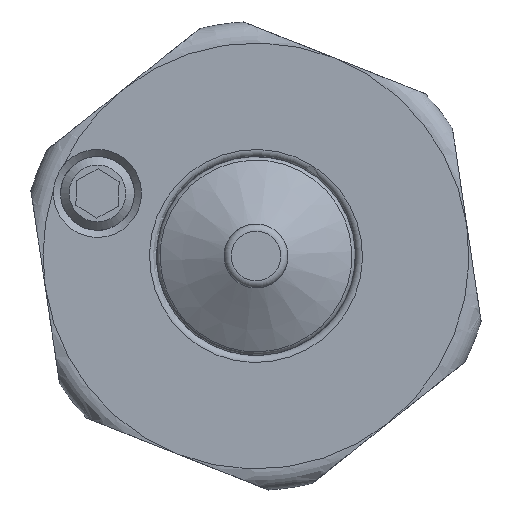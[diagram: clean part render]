
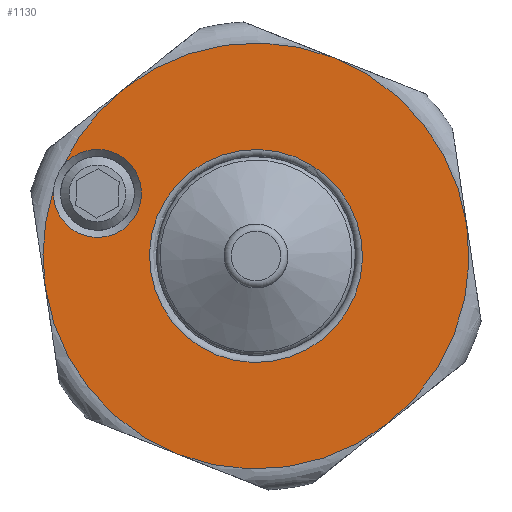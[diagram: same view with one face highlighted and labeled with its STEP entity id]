
A CAD part, front view. The second image highlights one B-rep face of the part: STEP entity #1130.
In plain terms, the highlighted planar face has unit normal (0, -1, 0).
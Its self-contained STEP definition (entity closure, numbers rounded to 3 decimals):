
#129=PLANE('',#1269);
#196=FACE_BOUND('',#370,.T.);
#252=FACE_OUTER_BOUND('',#369,.T.);
#369=EDGE_LOOP('',(#843,#844,#845,#846,#847,#848,#849,#850));
#370=EDGE_LOOP('',(#851));
#461=CIRCLE('',#1270,3.1);
#462=CIRCLE('',#1271,15.);
#463=CIRCLE('',#1272,15.);
#464=CIRCLE('',#1273,15.);
#465=CIRCLE('',#1274,15.);
#466=CIRCLE('',#1275,15.);
#467=CIRCLE('',#1276,15.);
#468=CIRCLE('',#1277,15.);
#469=CIRCLE('',#1278,7.5);
#547=VERTEX_POINT('',#1916);
#548=VERTEX_POINT('',#1917);
#549=VERTEX_POINT('',#1919);
#550=VERTEX_POINT('',#1921);
#551=VERTEX_POINT('',#1923);
#552=VERTEX_POINT('',#1925);
#553=VERTEX_POINT('',#1927);
#554=VERTEX_POINT('',#1929);
#555=VERTEX_POINT('',#1932);
#653=EDGE_CURVE('',#547,#548,#461,.T.);
#654=EDGE_CURVE('',#549,#547,#462,.T.);
#655=EDGE_CURVE('',#550,#549,#463,.T.);
#656=EDGE_CURVE('',#551,#550,#464,.T.);
#657=EDGE_CURVE('',#552,#551,#465,.T.);
#658=EDGE_CURVE('',#553,#552,#466,.T.);
#659=EDGE_CURVE('',#554,#553,#467,.T.);
#660=EDGE_CURVE('',#548,#554,#468,.T.);
#661=EDGE_CURVE('',#555,#555,#469,.T.);
#843=ORIENTED_EDGE('',*,*,#653,.F.);
#844=ORIENTED_EDGE('',*,*,#654,.F.);
#845=ORIENTED_EDGE('',*,*,#655,.F.);
#846=ORIENTED_EDGE('',*,*,#656,.F.);
#847=ORIENTED_EDGE('',*,*,#657,.F.);
#848=ORIENTED_EDGE('',*,*,#658,.F.);
#849=ORIENTED_EDGE('',*,*,#659,.F.);
#850=ORIENTED_EDGE('',*,*,#660,.F.);
#851=ORIENTED_EDGE('',*,*,#661,.T.);
#1130=ADVANCED_FACE('',(#252,#196),#129,.T.);
#1269=AXIS2_PLACEMENT_3D('',#1915,#1538,#1539);
#1270=AXIS2_PLACEMENT_3D('',#1918,#1540,#1541);
#1271=AXIS2_PLACEMENT_3D('',#1920,#1542,#1543);
#1272=AXIS2_PLACEMENT_3D('',#1922,#1544,#1545);
#1273=AXIS2_PLACEMENT_3D('',#1924,#1546,#1547);
#1274=AXIS2_PLACEMENT_3D('',#1926,#1548,#1549);
#1275=AXIS2_PLACEMENT_3D('',#1928,#1550,#1551);
#1276=AXIS2_PLACEMENT_3D('',#1930,#1552,#1553);
#1277=AXIS2_PLACEMENT_3D('',#1931,#1554,#1555);
#1278=AXIS2_PLACEMENT_3D('',#1933,#1556,#1557);
#1538=DIRECTION('center_axis',(0.,-1.,0.));
#1539=DIRECTION('ref_axis',(-0.93,0.,0.367));
#1540=DIRECTION('center_axis',(0.,-1.,0.));
#1541=DIRECTION('ref_axis',(0.367,0.,0.93));
#1542=DIRECTION('center_axis',(0.,1.,0.));
#1543=DIRECTION('ref_axis',(0.367,0.,0.93));
#1544=DIRECTION('center_axis',(0.,1.,0.));
#1545=DIRECTION('ref_axis',(0.367,0.,0.93));
#1546=DIRECTION('center_axis',(0.,1.,0.));
#1547=DIRECTION('ref_axis',(0.367,0.,0.93));
#1548=DIRECTION('center_axis',(0.,1.,0.));
#1549=DIRECTION('ref_axis',(0.367,0.,0.93));
#1550=DIRECTION('center_axis',(0.,1.,0.));
#1551=DIRECTION('ref_axis',(0.367,0.,0.93));
#1552=DIRECTION('center_axis',(0.,1.,0.));
#1553=DIRECTION('ref_axis',(0.367,0.,0.93));
#1554=DIRECTION('center_axis',(0.,1.,0.));
#1555=DIRECTION('ref_axis',(0.367,0.,0.93));
#1556=DIRECTION('center_axis',(0.,1.,0.));
#1557=DIRECTION('ref_axis',(0.367,0.,0.93));
#1915=CARTESIAN_POINT('Origin',(4.132,-7.698,10.464));
#1916=CARTESIAN_POINT('',(-14.249,-7.698,4.688));
#1917=CARTESIAN_POINT('',(-13.608,-7.698,6.311));
#1918=CARTESIAN_POINT('Origin',(-11.161,-7.698,4.407));
#1919=CARTESIAN_POINT('',(-14.837,-7.698,-2.205));
#1920=CARTESIAN_POINT('Origin',(0.,-7.698,
0.));
#1921=CARTESIAN_POINT('',(-5.509,-7.698,-13.952));
#1922=CARTESIAN_POINT('Origin',(0.,-7.698,
0.));
#1923=CARTESIAN_POINT('',(9.328,-7.698,-11.747));
#1924=CARTESIAN_POINT('Origin',(0.,-7.698,
0.));
#1925=CARTESIAN_POINT('',(14.837,-7.698,2.205));
#1926=CARTESIAN_POINT('Origin',(0.,-7.698,
0.));
#1927=CARTESIAN_POINT('',(5.509,-7.698,13.952));
#1928=CARTESIAN_POINT('Origin',(0.,-7.698,
0.));
#1929=CARTESIAN_POINT('',(-9.328,-7.698,11.747));
#1930=CARTESIAN_POINT('Origin',(0.,-7.698,
0.));
#1931=CARTESIAN_POINT('Origin',(0.,-7.698,
0.));
#1932=CARTESIAN_POINT('',(2.754,-7.698,6.976));
#1933=CARTESIAN_POINT('Origin',(0.,-7.698,
0.));
